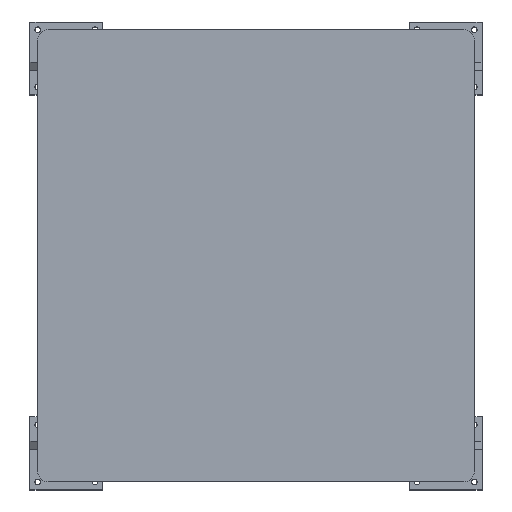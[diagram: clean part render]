
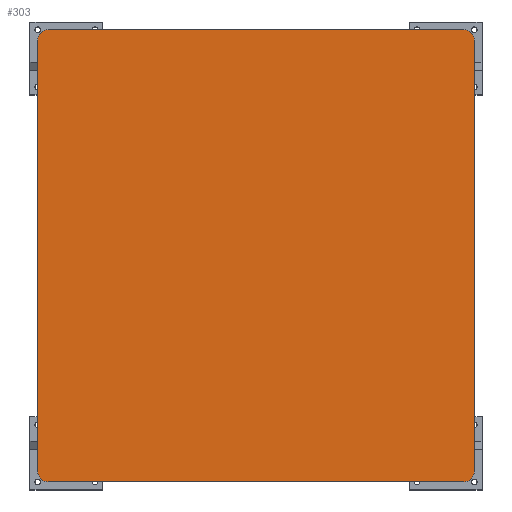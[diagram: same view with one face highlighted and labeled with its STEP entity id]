
A CAD part, top view. The second image highlights one B-rep face of the part: STEP entity #303.
In plain terms, the highlighted planar face has unit normal (0, 0, 1).
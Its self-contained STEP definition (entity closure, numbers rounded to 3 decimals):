
#49=CARTESIAN_POINT('Vertex',(850.,0.,0.)) ;
#54=CARTESIAN_POINT('Line Origine',(435.,0.,0.)) ;
#58=CARTESIAN_POINT('Vertex',(20.,0.,0.)) ;
#96=CARTESIAN_POINT('Vertex',(870.,20.,0.)) ;
#99=CARTESIAN_POINT('Axis2P3D Location',(850.,20.,0.)) ;
#123=CARTESIAN_POINT('Axis2P3D Location',(20.,20.,0.)) ;
#127=CARTESIAN_POINT('Vertex',(0.,20.,0.)) ;
#158=CARTESIAN_POINT('Vertex',(870.,820.,0.)) ;
#161=CARTESIAN_POINT('Line Origine',(870.,420.,0.)) ;
#189=CARTESIAN_POINT('Vertex',(850.,840.,0.)) ;
#192=CARTESIAN_POINT('Axis2P3D Location',(850.,820.,0.)) ;
#220=CARTESIAN_POINT('Vertex',(20.,840.,0.)) ;
#223=CARTESIAN_POINT('Line Origine',(435.,840.,0.)) ;
#251=CARTESIAN_POINT('Vertex',(0.,820.,0.)) ;
#254=CARTESIAN_POINT('Axis2P3D Location',(20.,820.,0.)) ;
#276=CARTESIAN_POINT('Line Origine',(0.,420.,0.)) ;
#288=CARTESIAN_POINT('Axis2P3D Location',(0.,0.,0.)) ;
#56=VECTOR('Line Direction',#55,1.) ;
#163=VECTOR('Line Direction',#162,1.) ;
#225=VECTOR('Line Direction',#224,1.) ;
#278=VECTOR('Line Direction',#277,1.) ;
#55=DIRECTION('Vector Direction',(1.,0.,0.)) ;
#100=DIRECTION('Axis2P3D Direction',(0.,0.,-1.)) ;
#124=DIRECTION('Axis2P3D Direction',(0.,0.,-1.)) ;
#162=DIRECTION('Vector Direction',(0.,1.,0.)) ;
#193=DIRECTION('Axis2P3D Direction',(0.,0.,-1.)) ;
#224=DIRECTION('Vector Direction',(-1.,0.,0.)) ;
#255=DIRECTION('Axis2P3D Direction',(0.,0.,-1.)) ;
#277=DIRECTION('Vector Direction',(0.,-1.,0.)) ;
#289=DIRECTION('Axis2P3D Direction',(0.,0.,1.)) ;
#290=DIRECTION('Axis2P3D XDirection',(1.,0.,0.)) ;
#101=AXIS2_PLACEMENT_3D('Circle Axis2P3D',#99,#100,$) ;
#125=AXIS2_PLACEMENT_3D('Circle Axis2P3D',#123,#124,$) ;
#194=AXIS2_PLACEMENT_3D('Circle Axis2P3D',#192,#193,$) ;
#256=AXIS2_PLACEMENT_3D('Circle Axis2P3D',#254,#255,$) ;
#291=AXIS2_PLACEMENT_3D('Plane Axis2P3D',#288,#289,#290) ;
#57=LINE('Line',#54,#56) ;
#164=LINE('Line',#161,#163) ;
#226=LINE('Line',#223,#225) ;
#279=LINE('Line',#276,#278) ;
#102=CIRCLE('generated circle',#101,20.) ;
#126=CIRCLE('generated circle',#125,20.) ;
#195=CIRCLE('generated circle',#194,20.) ;
#257=CIRCLE('generated circle',#256,20.) ;
#292=PLANE('',#291) ;
#60=EDGE_CURVE('',#59,#50,#57,.T.) ;
#103=EDGE_CURVE('',#97,#50,#102,.T.) ;
#129=EDGE_CURVE('',#59,#128,#126,.T.) ;
#165=EDGE_CURVE('',#97,#159,#164,.T.) ;
#196=EDGE_CURVE('',#190,#159,#195,.T.) ;
#227=EDGE_CURVE('',#190,#221,#226,.T.) ;
#258=EDGE_CURVE('',#252,#221,#257,.T.) ;
#280=EDGE_CURVE('',#252,#128,#279,.T.) ;
#294=ORIENTED_EDGE('',*,*,#165,.T.) ;
#295=ORIENTED_EDGE('',*,*,#196,.F.) ;
#296=ORIENTED_EDGE('',*,*,#227,.T.) ;
#297=ORIENTED_EDGE('',*,*,#258,.F.) ;
#298=ORIENTED_EDGE('',*,*,#280,.T.) ;
#299=ORIENTED_EDGE('',*,*,#129,.F.) ;
#300=ORIENTED_EDGE('',*,*,#60,.T.) ;
#301=ORIENTED_EDGE('',*,*,#103,.F.) ;
#293=EDGE_LOOP('',(#294,#295,#296,#297,#298,#299,#300,#301)) ;
#50=VERTEX_POINT('',#49) ;
#59=VERTEX_POINT('',#58) ;
#97=VERTEX_POINT('',#96) ;
#128=VERTEX_POINT('',#127) ;
#159=VERTEX_POINT('',#158) ;
#190=VERTEX_POINT('',#189) ;
#221=VERTEX_POINT('',#220) ;
#252=VERTEX_POINT('',#251) ;
#303=ADVANCED_FACE('\X2\96F64EF651E04F554F53\X0\',(#302),#292,.T.) ;
#302=FACE_OUTER_BOUND('',#293,.T.) ;
